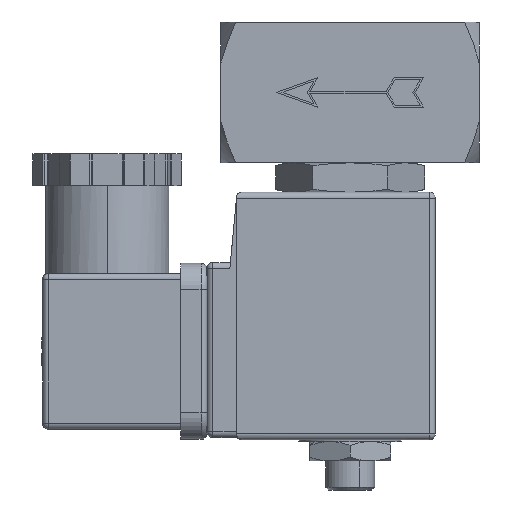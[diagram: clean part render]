
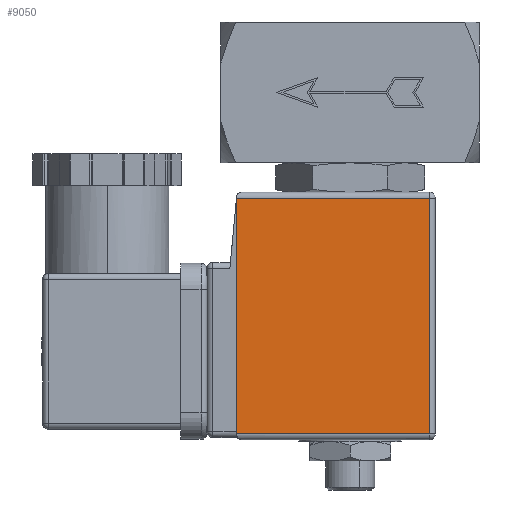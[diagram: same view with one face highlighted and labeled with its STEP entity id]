
A CAD part, front view. The second image highlights one B-rep face of the part: STEP entity #9050.
In plain terms, the highlighted planar face has unit normal (0, -1, 0).
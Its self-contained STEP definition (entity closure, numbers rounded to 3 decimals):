
#51 = CARTESIAN_POINT ( 'NONE',  ( 36.5, -14.95, -17. ) ) ;
#267 = EDGE_CURVE ( 'NONE', #7336, #4385, #3239, .T. ) ;
#606 = LINE ( 'NONE', #2122, #2297 ) ;
#631 = VECTOR ( 'NONE', #4697, 1000. ) ;
#778 = DIRECTION ( 'NONE',  ( 0., 1., 0. ) ) ;
#877 = EDGE_CURVE ( 'NONE', #7336, #8241, #6110, .T. ) ;
#978 = CARTESIAN_POINT ( 'NONE',  ( 2.6, -14.95, -18. ) ) ;
#1179 = VECTOR ( 'NONE', #2214, 1000. ) ;
#1309 = VECTOR ( 'NONE', #3060, 1000. ) ;
#1425 = VERTEX_POINT ( 'NONE', #4741 ) ;
#1894 = ORIENTED_EDGE ( 'NONE', *, *, #5490, .T. ) ;
#2122 = CARTESIAN_POINT ( 'NONE',  ( 2.6, -14.95, -18. ) ) ;
#2165 = FACE_OUTER_BOUND ( 'NONE', #4184, .T. ) ;
#2187 = DIRECTION ( 'NONE',  ( -1., 0., 0. ) ) ;
#2214 = DIRECTION ( 'NONE',  ( 0., 0., 1. ) ) ;
#2297 = VECTOR ( 'NONE', #2187, 1000. ) ;
#2530 = CARTESIAN_POINT ( 'NONE',  ( 35.5, -14.95, -58.2 ) ) ;
#3060 = DIRECTION ( 'NONE',  ( 0., 0., 1. ) ) ;
#3239 = LINE ( 'NONE', #5892, #1309 ) ;
#3994 = CARTESIAN_POINT ( 'NONE',  ( 36.5, -14.95, -58.2 ) ) ;
#4184 = EDGE_LOOP ( 'NONE', ( #4727, #5720, #1894, #5799 ) ) ;
#4195 = EDGE_CURVE ( 'NONE', #1425, #4385, #606, .T. ) ;
#4372 = PLANE ( 'NONE',  #5256 ) ;
#4385 = VERTEX_POINT ( 'NONE', #978 ) ;
#4697 = DIRECTION ( 'NONE',  ( 1., 0., 0. ) ) ;
#4727 = ORIENTED_EDGE ( 'NONE', *, *, #267, .F. ) ;
#4741 = CARTESIAN_POINT ( 'NONE',  ( 35.5, -14.95, -18. ) ) ;
#5256 = AXIS2_PLACEMENT_3D ( 'NONE', #51, #778, #5786 ) ;
#5490 = EDGE_CURVE ( 'NONE', #8241, #1425, #6663, .T. ) ;
#5720 = ORIENTED_EDGE ( 'NONE', *, *, #877, .T. ) ;
#5786 = DIRECTION ( 'NONE',  ( -1., 0., 0. ) ) ;
#5799 = ORIENTED_EDGE ( 'NONE', *, *, #4195, .T. ) ;
#5892 = CARTESIAN_POINT ( 'NONE',  ( 2.6, -14.95, -59.2 ) ) ;
#6110 = LINE ( 'NONE', #3994, #631 ) ;
#6477 = CARTESIAN_POINT ( 'NONE',  ( 35.5, -14.95, -17. ) ) ;
#6663 = LINE ( 'NONE', #6477, #1179 ) ;
#6756 = CARTESIAN_POINT ( 'NONE',  ( 2.6, -14.95, -58.2 ) ) ;
#7336 = VERTEX_POINT ( 'NONE', #6756 ) ;
#8241 = VERTEX_POINT ( 'NONE', #2530 ) ;
#9050 = ADVANCED_FACE ( 'NONE', ( #2165 ), #4372, .F. ) ;
